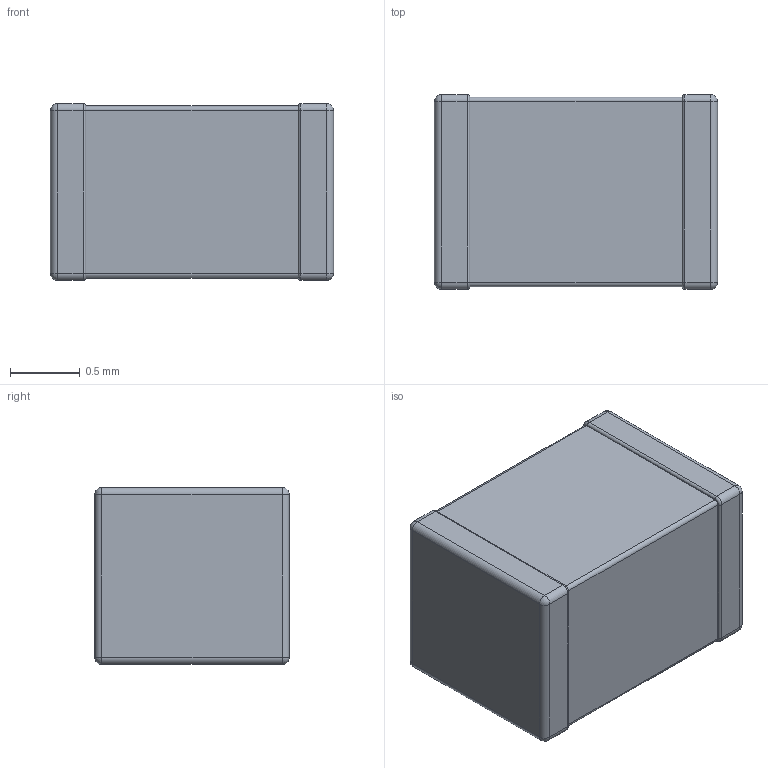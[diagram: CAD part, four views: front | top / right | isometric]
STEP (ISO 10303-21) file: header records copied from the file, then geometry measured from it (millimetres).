
FILE_DESCRIPTION (( 'STEP AP214' ), '1' );
FILE_NAME ('CDR01BP390BJUS.STEP', '2021-11-26T13:56:53', ( '' ), ( '' ), 'SwSTEP 2.0', 'SolidWorks 2020', '' );
FILE_SCHEMA (( 'AUTOMOTIVE_DESIGN' ));
Length unit declared in the file: inch
Products named in the file (1): CDR01BP390BJUS
Bounding box: 2.03 x 1.4 x 1.27 mm (x, y, z)
Volume: 3.5 mm3; surface area: 20.6 mm2
Topology: 3 solids, 3 shells, 62 faces, 136 edges, 76 vertices
Faces by surface type: cylinder 28, plane 18, torus 12, sphere 4
Entity records: 1718 total; most frequent: DIRECTION 326, CARTESIAN_POINT 271, ORIENTED_EDGE 264, EDGE_CURVE 132, AXIS2_PLACEMENT_3D 131, VERTEX_POINT 76, CIRCLE 68, VECTOR 64
